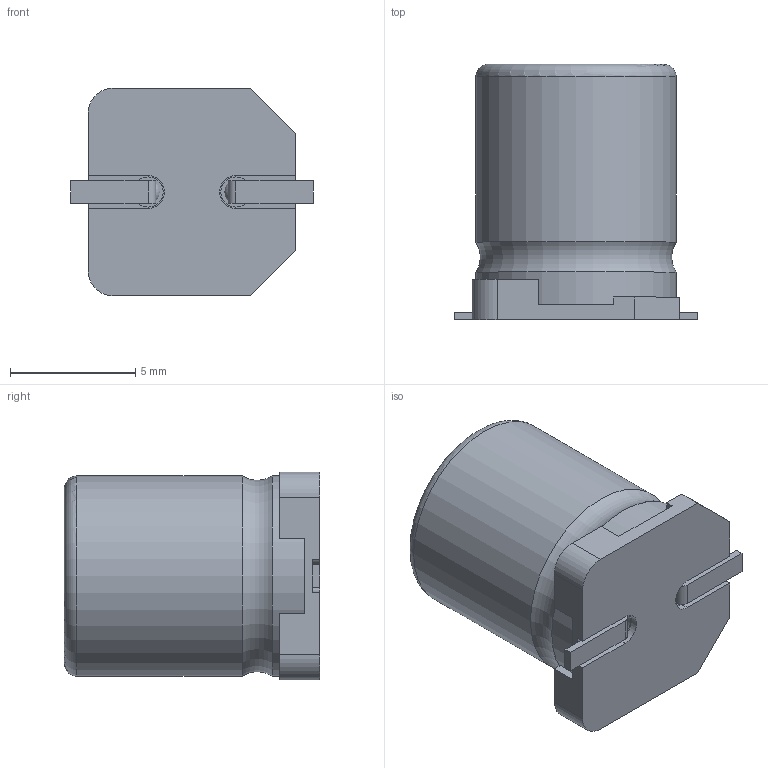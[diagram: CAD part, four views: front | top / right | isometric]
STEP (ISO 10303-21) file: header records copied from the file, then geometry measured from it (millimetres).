
FILE_DESCRIPTION(/* description */ (''),/* implementation_level */ '2;1');
FILE_NAME(/* name */ 'Panasonic size code F.stp',/* time_stamp */ '2019-01-24T15:17:05+00:00',/* author */ ('callum.snowden'),/* organization */ (''),/* preprocessor_version */ 'ST-DEVELOPER v17',/* originating_system */ 'Autodesk Inventor 2018',/* authorisation */ '');
FILE_SCHEMA (('AUTOMOTIVE_DESIGN { 1 0 10303 214 3 1 1 }'));
Length unit declared in the file: millimetre
Products named in the file (5): Assembly1; â¦8 SIZE CODE F; •W€SIZE CODE F-001; •W€SIZE CODE F-002; •W€SIZE CODE F-003
Assembly tree (5 placements, depth 3):
  Assembly1
    â¦8 SIZE CODE F
      •W€SIZE CODE F-001
      •W€SIZE CODE F-002
      •W€SIZE CODE F-003  x2
Bounding box: 9.7 x 10.2 x 8.3 mm (x, y, z)
Volume: 524.6 mm3; surface area: 532.2 mm2
Topology: 4 solids, 4 shells, 77 faces, 207 edges, 136 vertices
Faces by surface type: plane 52, cylinder 17, sphere 6, torus 2
Full cylindrical faces by diameter (mm): 1 x2, 1.2 x2, 8 x2
Entity records: 2147 total; most frequent: DIRECTION 363, CARTESIAN_POINT 346, ORIENTED_EDGE 330, EDGE_CURVE 165, AXIS2_PLACEMENT_3D 127, VERTEX_POINT 110, LINE 109, VECTOR 109
